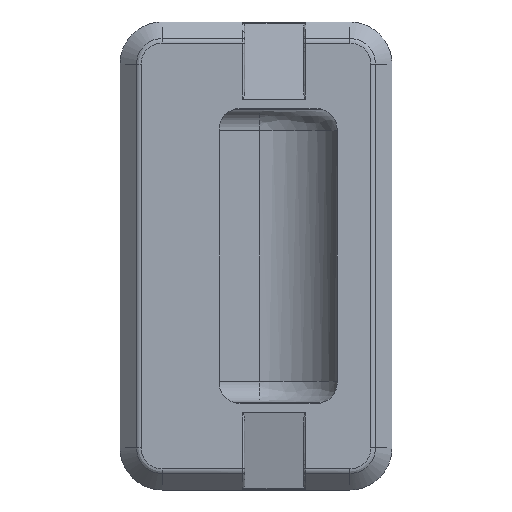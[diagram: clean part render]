
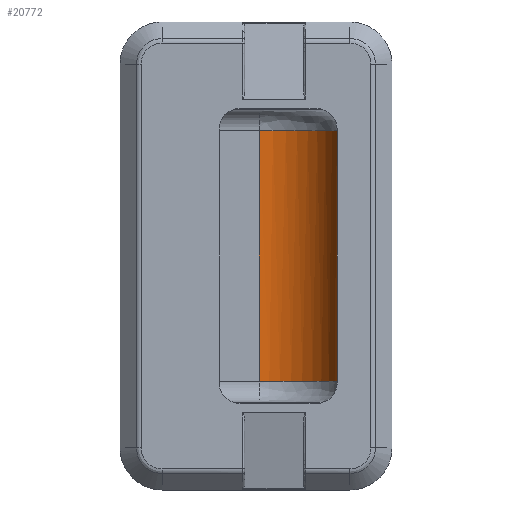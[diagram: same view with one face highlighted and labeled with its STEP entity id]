
A CAD part, front view. The second image highlights one B-rep face of the part: STEP entity #20772.
In plain terms, the highlighted free-form (B-spline) face has degree [1, 2] with [2, 3] control points.
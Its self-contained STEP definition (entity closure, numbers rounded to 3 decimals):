
#20174=CARTESIAN_POINT('',(52.426,-4.,29.75));
#20175=VERTEX_POINT('',#20174);
#20229=CARTESIAN_POINT('',(32.984,14.,29.75));
#20230=VERTEX_POINT('',#20229);
#20244=CARTESIAN_POINT('',(32.984,14.,29.75));
#20245=CARTESIAN_POINT('',(51.038,14.,29.75));
#20246=CARTESIAN_POINT('',(52.426,-4.,29.75));
#20254=(BOUNDED_CURVE()B_SPLINE_CURVE(2,(#20244,#20245,#20246),.UNSPECIFIED.,.F.,.U.)CURVE()GEOMETRIC_REPRESENTATION_ITEM()QUASI_UNIFORM_CURVE()RATIONAL_B_SPLINE_CURVE((1.0,0.734,1.0))REPRESENTATION_ITEM(''));
#20255=EDGE_CURVE('',#20230,#20175,#20254,.T.);
#20425=CARTESIAN_POINT('',(52.426,-4.,-29.75));
#20426=VERTEX_POINT('',#20425);
#20463=CARTESIAN_POINT('',(32.984,14.,-29.75));
#20464=VERTEX_POINT('',#20463);
#20465=CARTESIAN_POINT('',(52.426,-4.,-29.75));
#20466=CARTESIAN_POINT('',(51.038,14.,-29.75));
#20467=CARTESIAN_POINT('',(32.984,14.,-29.75));
#20475=(BOUNDED_CURVE()B_SPLINE_CURVE(2,(#20465,#20466,#20467),.UNSPECIFIED.,.F.,.U.)CURVE()GEOMETRIC_REPRESENTATION_ITEM()QUASI_UNIFORM_CURVE()RATIONAL_B_SPLINE_CURVE((1.0,0.734,1.0))REPRESENTATION_ITEM(''));
#20476=EDGE_CURVE('',#20426,#20464,#20475,.T.);
#20689=CARTESIAN_POINT('',(32.984,14.,-29.75));
#20690=CARTESIAN_POINT('',(32.984,14.,29.75));
#20691=QUASI_UNIFORM_CURVE('',1,(#20689,#20690),.UNSPECIFIED.,.F.,.U.);
#20692=EDGE_CURVE('',#20464,#20230,#20691,.T.);
#20748=CARTESIAN_POINT('',(32.334,13.989,-31.238));
#20749=CARTESIAN_POINT('',(32.334,13.989,31.275));
#20750=CARTESIAN_POINT('',(52.295,14.655,-31.238));
#20751=CARTESIAN_POINT('',(52.295,14.655,31.275));
#20752=CARTESIAN_POINT('',(52.483,-5.316,-31.238));
#20753=CARTESIAN_POINT('',(52.483,-5.316,31.275));
#20761=(BOUNDED_SURFACE()B_SPLINE_SURFACE(1,2,((#20748,#20750,#20752),(#20749,#20751,#20753)),.UNSPECIFIED.,.F.,.F.,.U.)B_SPLINE_SURFACE_WITH_KNOTS((2,2),(3,3),(0.0,62.512),(0.0,32.857),.UNSPECIFIED.)GEOMETRIC_REPRESENTATION_ITEM()RATIONAL_B_SPLINE_SURFACE(((1.0,0.697,0.995),(1.0,0.697,0.995)))REPRESENTATION_ITEM('')SURFACE());
#20762=CARTESIAN_POINT('',(52.426,-4.,-29.75));
#20763=CARTESIAN_POINT('',(52.426,-4.,29.75));
#20764=QUASI_UNIFORM_CURVE('',1,(#20762,#20763),.UNSPECIFIED.,.F.,.U.);
#20765=EDGE_CURVE('',#20426,#20175,#20764,.T.);
#20766=ORIENTED_EDGE('',*,*,#20765,.T.);
#20767=ORIENTED_EDGE('',*,*,#20255,.F.);
#20768=ORIENTED_EDGE('',*,*,#20692,.F.);
#20769=ORIENTED_EDGE('',*,*,#20476,.F.);
#20770=EDGE_LOOP('',(#20766,#20767,#20768,#20769));
#20771=FACE_OUTER_BOUND('',#20770,.T.);
#20772=ADVANCED_FACE('',(#20771),#20761,.F.);
